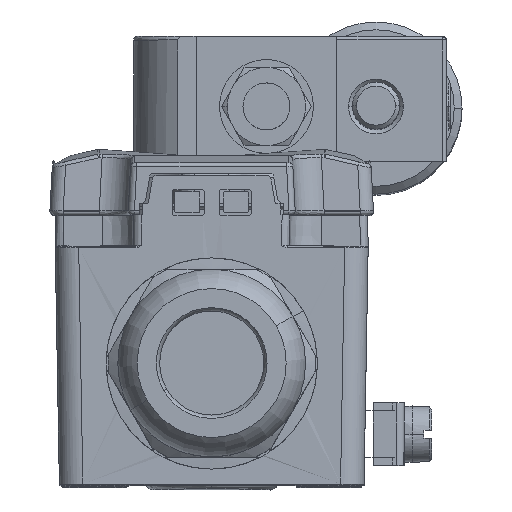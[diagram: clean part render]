
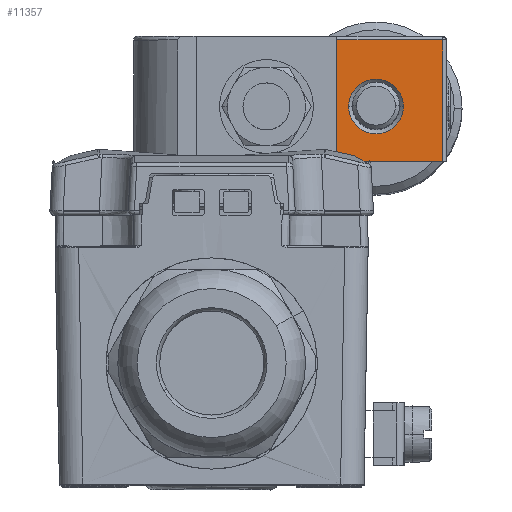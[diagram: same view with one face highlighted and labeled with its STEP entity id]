
A CAD part, top view. The second image highlights one B-rep face of the part: STEP entity #11357.
In plain terms, the highlighted planar face has unit normal (0, 0, -1).
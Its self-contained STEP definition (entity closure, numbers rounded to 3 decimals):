
#449 = DIRECTION ( 'NONE',  ( -1., 0., 0. ) ) ;
#1439 = CARTESIAN_POINT ( 'NONE',  ( 16., 57., -47. ) ) ;
#2481 = ORIENTED_EDGE ( 'NONE', *, *, #37359, .F. ) ;
#3386 = DIRECTION ( 'NONE',  ( 0., 0., -1. ) ) ;
#3634 = CARTESIAN_POINT ( 'NONE',  ( 29.5, 57., -47. ) ) ;
#6205 = VERTEX_POINT ( 'NONE', #31927 ) ;
#7253 = CIRCLE ( 'NONE', #55333, 3.5 ) ;
#7637 = ORIENTED_EDGE ( 'NONE', *, *, #42209, .F. ) ;
#9769 = EDGE_CURVE ( 'NONE', #10439, #36863, #20803, .T. ) ;
#10439 = VERTEX_POINT ( 'NONE', #58309 ) ;
#11357 = ADVANCED_FACE ( 'NONE', ( #25074, #50145 ), #36326, .F. ) ;
#12001 = CARTESIAN_POINT ( 'NONE',  ( 21., 48.5, -47. ) ) ;
#12504 = DIRECTION ( 'NONE',  ( 1., 0., 0. ) ) ;
#12793 = VECTOR ( 'NONE', #40274, 1000. ) ;
#12985 = DIRECTION ( 'NONE',  ( 0., 1., 0. ) ) ;
#13197 = EDGE_CURVE ( 'NONE', #14128, #6205, #27155, .T. ) ;
#14117 = VECTOR ( 'NONE', #37425, 1000. ) ;
#14128 = VERTEX_POINT ( 'NONE', #1439 ) ;
#14601 = EDGE_CURVE ( 'NONE', #6205, #10439, #33502, .T. ) ;
#19366 = VECTOR ( 'NONE', #449, 1000. ) ;
#19647 = ORIENTED_EDGE ( 'NONE', *, *, #13197, .F. ) ;
#19661 = EDGE_LOOP ( 'NONE', ( #7637, #2481 ) ) ;
#20803 = LINE ( 'NONE', #54517, #23671 ) ;
#20946 = EDGE_LOOP ( 'NONE', ( #33188, #58225, #19647, #53083 ) ) ;
#22125 = DIRECTION ( 'NONE',  ( 1., 0., 0. ) ) ;
#23259 = AXIS2_PLACEMENT_3D ( 'NONE', #49560, #40525, #22125 ) ;
#23290 = AXIS2_PLACEMENT_3D ( 'NONE', #26764, #30751, #12504 ) ;
#23671 = VECTOR ( 'NONE', #12985, 1000. ) ;
#23786 = CARTESIAN_POINT ( 'NONE',  ( 0., 41.5, -47. ) ) ;
#25074 = FACE_BOUND ( 'NONE', #19661, .T. ) ;
#26764 = CARTESIAN_POINT ( 'NONE',  ( 21., 48.5, -47. ) ) ;
#27155 = LINE ( 'NONE', #58554, #12793 ) ;
#30751 = DIRECTION ( 'NONE',  ( 0., 0., -1. ) ) ;
#31927 = CARTESIAN_POINT ( 'NONE',  ( 16., 41.5, -47. ) ) ;
#32871 = CARTESIAN_POINT ( 'NONE',  ( 24.5, 48.5, -47. ) ) ;
#33188 = ORIENTED_EDGE ( 'NONE', *, *, #9769, .F. ) ;
#33502 = LINE ( 'NONE', #23786, #14117 ) ;
#36326 = PLANE ( 'NONE',  #23259 ) ;
#36757 = CARTESIAN_POINT ( 'NONE',  ( -4.359, 57., -47. ) ) ;
#36863 = VERTEX_POINT ( 'NONE', #3634 ) ;
#37359 = EDGE_CURVE ( 'NONE', #51812, #41028, #42740, .T. ) ;
#37425 = DIRECTION ( 'NONE',  ( 1., 0., 0. ) ) ;
#40274 = DIRECTION ( 'NONE',  ( 0., -1., 0. ) ) ;
#40525 = DIRECTION ( 'NONE',  ( 0., 0., 1. ) ) ;
#41028 = VERTEX_POINT ( 'NONE', #32871 ) ;
#42209 = EDGE_CURVE ( 'NONE', #41028, #51812, #7253, .T. ) ;
#42740 = CIRCLE ( 'NONE', #23290, 3.5 ) ;
#44457 = LINE ( 'NONE', #36757, #19366 ) ;
#49560 = CARTESIAN_POINT ( 'NONE',  ( -4.359, 41.5, -47. ) ) ;
#50145 = FACE_OUTER_BOUND ( 'NONE', #20946, .T. ) ;
#51812 = VERTEX_POINT ( 'NONE', #58714 ) ;
#52510 = EDGE_CURVE ( 'NONE', #36863, #14128, #44457, .T. ) ;
#53083 = ORIENTED_EDGE ( 'NONE', *, *, #52510, .F. ) ;
#53941 = DIRECTION ( 'NONE',  ( 1., 0., 0. ) ) ;
#54517 = CARTESIAN_POINT ( 'NONE',  ( 29.5, 41.5, -47. ) ) ;
#55333 = AXIS2_PLACEMENT_3D ( 'NONE', #12001, #3386, #53941 ) ;
#58225 = ORIENTED_EDGE ( 'NONE', *, *, #14601, .F. ) ;
#58309 = CARTESIAN_POINT ( 'NONE',  ( 29.5, 41.5, -47. ) ) ;
#58554 = CARTESIAN_POINT ( 'NONE',  ( 16., 41.5, -47. ) ) ;
#58714 = CARTESIAN_POINT ( 'NONE',  ( 17.5, 48.5, -47. ) ) ;
